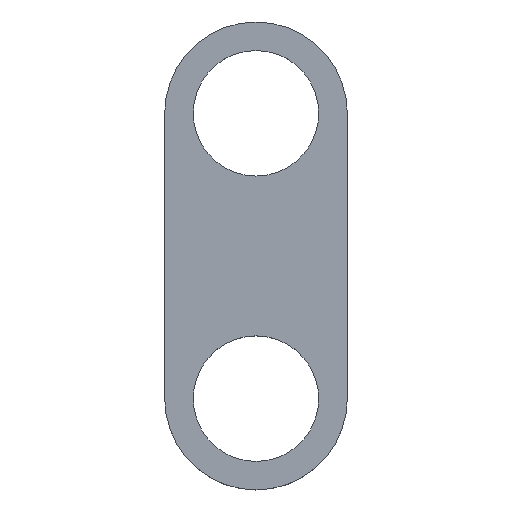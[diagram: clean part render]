
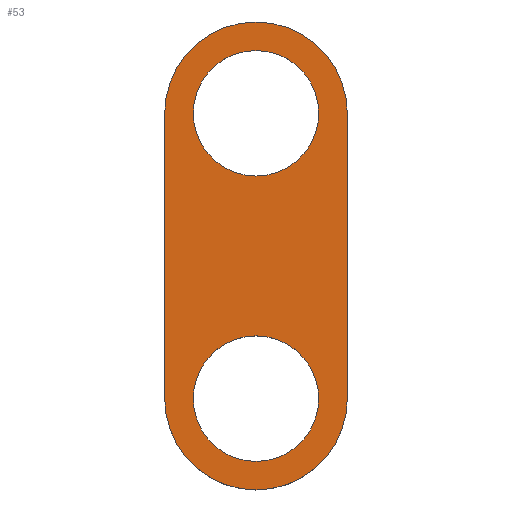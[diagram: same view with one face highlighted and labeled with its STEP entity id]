
A CAD part, top view. The second image highlights one B-rep face of the part: STEP entity #53.
In plain terms, the highlighted planar face has unit normal (0, 0, 1).
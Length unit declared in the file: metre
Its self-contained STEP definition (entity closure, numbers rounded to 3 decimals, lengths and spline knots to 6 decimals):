
#2 = DIRECTION ( 'NONE',  ( 0., 1., 0. ) ) ;
#4 = CARTESIAN_POINT ( 'NONE',  ( 0.011, -0.025, 0.007 ) ) ;
#5 = ORIENTED_EDGE ( 'NONE', *, *, #143, .F. ) ;
#6 = EDGE_CURVE ( 'NONE', #236, #146, #201, .T. ) ;
#7 = DIRECTION ( 'NONE',  ( 0., 0., 1. ) ) ;
#14 = CARTESIAN_POINT ( 'NONE',  ( 0., 0., 0.007 ) ) ;
#22 = CARTESIAN_POINT ( 'NONE',  ( 0.016, 0.025, 0.007 ) ) ;
#23 = AXIS2_PLACEMENT_3D ( 'NONE', #227, #248, #128 ) ;
#36 = ORIENTED_EDGE ( 'NONE', *, *, #6, .T. ) ;
#43 = VERTEX_POINT ( 'NONE', #181 ) ;
#46 = CARTESIAN_POINT ( 'NONE',  ( 0., -0.025, 0.007 ) ) ;
#49 = DIRECTION ( 'NONE',  ( 1., 0., 0. ) ) ;
#53 = ADVANCED_FACE ( 'NONE', ( #153, #148, #274 ), #178, .T. ) ;
#56 = EDGE_CURVE ( 'NONE', #70, #236, #250, .T. ) ;
#61 = EDGE_CURVE ( 'NONE', #322, #43, #129, .T. ) ;
#62 = CARTESIAN_POINT ( 'NONE',  ( 0., 0.025, 0.007 ) ) ;
#70 = VERTEX_POINT ( 'NONE', #279 ) ;
#75 = EDGE_CURVE ( 'NONE', #190, #267, #235, .T. ) ;
#79 = VECTOR ( 'NONE', #2, 1. ) ;
#82 = CARTESIAN_POINT ( 'NONE',  ( 0., -0.025, 0.007 ) ) ;
#87 = CARTESIAN_POINT ( 'NONE',  ( 0.016, 0., 0.007 ) ) ;
#100 = DIRECTION ( 'NONE',  ( 1., 0., 0. ) ) ;
#102 = CARTESIAN_POINT ( 'NONE',  ( -0.016, 0., 0.007 ) ) ;
#103 = VERTEX_POINT ( 'NONE', #22 ) ;
#115 = LINE ( 'NONE', #87, #79 ) ;
#118 = CARTESIAN_POINT ( 'NONE',  ( -0.016, -0.025, 0.007 ) ) ;
#128 = DIRECTION ( 'NONE',  ( 1., 0., 0. ) ) ;
#129 = CIRCLE ( 'NONE', #339, 0.011 ) ;
#130 = DIRECTION ( 'NONE',  ( 0., -1., 0. ) ) ;
#132 = DIRECTION ( 'NONE',  ( 1., 0., 0. ) ) ;
#133 = DIRECTION ( 'NONE',  ( 0., 0., 1. ) ) ;
#138 = CARTESIAN_POINT ( 'NONE',  ( -0.011, 0.025, 0.007 ) ) ;
#140 = EDGE_CURVE ( 'NONE', #43, #322, #221, .T. ) ;
#143 = EDGE_CURVE ( 'NONE', #267, #190, #304, .T. ) ;
#146 = VERTEX_POINT ( 'NONE', #280 ) ;
#148 = FACE_BOUND ( 'NONE', #298, .T. ) ;
#153 = FACE_OUTER_BOUND ( 'NONE', #324, .T. ) ;
#171 = AXIS2_PLACEMENT_3D ( 'NONE', #46, #133, #132 ) ;
#178 = PLANE ( 'NONE',  #241 ) ;
#181 = CARTESIAN_POINT ( 'NONE',  ( 0.011, 0.025, 0.007 ) ) ;
#183 = DIRECTION ( 'NONE',  ( 0., 0., 1. ) ) ;
#184 = DIRECTION ( 'NONE',  ( 0., 0., 1. ) ) ;
#186 = CARTESIAN_POINT ( 'NONE',  ( 0., 0.025, 0.007 ) ) ;
#187 = ORIENTED_EDGE ( 'NONE', *, *, #56, .T. ) ;
#190 = VERTEX_POINT ( 'NONE', #229 ) ;
#191 = AXIS2_PLACEMENT_3D ( 'NONE', #62, #7, #194 ) ;
#193 = ORIENTED_EDGE ( 'NONE', *, *, #335, .T. ) ;
#194 = DIRECTION ( 'NONE',  ( 1., 0., 0. ) ) ;
#197 = ORIENTED_EDGE ( 'NONE', *, *, #140, .F. ) ;
#198 = ORIENTED_EDGE ( 'NONE', *, *, #75, .F. ) ;
#201 = CIRCLE ( 'NONE', #23, 0.016 ) ;
#204 = CARTESIAN_POINT ( 'NONE',  ( 0., 0.025, 0.007 ) ) ;
#207 = AXIS2_PLACEMENT_3D ( 'NONE', #186, #183, #49 ) ;
#221 = CIRCLE ( 'NONE', #207, 0.011 ) ;
#225 = DIRECTION ( 'NONE',  ( 0., 0., 1. ) ) ;
#227 = CARTESIAN_POINT ( 'NONE',  ( 0., -0.025, 0.007 ) ) ;
#228 = DIRECTION ( 'NONE',  ( 0., 0., 1. ) ) ;
#229 = CARTESIAN_POINT ( 'NONE',  ( -0.011, -0.025, 0.007 ) ) ;
#235 = CIRCLE ( 'NONE', #171, 0.011 ) ;
#236 = VERTEX_POINT ( 'NONE', #118 ) ;
#241 = AXIS2_PLACEMENT_3D ( 'NONE', #14, #225, #100 ) ;
#248 = DIRECTION ( 'NONE',  ( 0., 0., 1. ) ) ;
#250 = LINE ( 'NONE', #102, #268 ) ;
#263 = CIRCLE ( 'NONE', #191, 0.016 ) ;
#267 = VERTEX_POINT ( 'NONE', #4 ) ;
#268 = VECTOR ( 'NONE', #130, 1. ) ;
#271 = ORIENTED_EDGE ( 'NONE', *, *, #337, .T. ) ;
#274 = FACE_BOUND ( 'NONE', #318, .T. ) ;
#279 = CARTESIAN_POINT ( 'NONE',  ( -0.016, 0.025, 0.007 ) ) ;
#280 = CARTESIAN_POINT ( 'NONE',  ( 0.016, -0.025, 0.007 ) ) ;
#283 = DIRECTION ( 'NONE',  ( 1., 0., 0. ) ) ;
#298 = EDGE_LOOP ( 'NONE', ( #302, #197 ) ) ;
#301 = DIRECTION ( 'NONE',  ( 1., 0., 0. ) ) ;
#302 = ORIENTED_EDGE ( 'NONE', *, *, #61, .F. ) ;
#304 = CIRCLE ( 'NONE', #316, 0.011 ) ;
#316 = AXIS2_PLACEMENT_3D ( 'NONE', #82, #184, #283 ) ;
#318 = EDGE_LOOP ( 'NONE', ( #198, #5 ) ) ;
#322 = VERTEX_POINT ( 'NONE', #138 ) ;
#324 = EDGE_LOOP ( 'NONE', ( #36, #193, #271, #187 ) ) ;
#335 = EDGE_CURVE ( 'NONE', #146, #103, #115, .T. ) ;
#337 = EDGE_CURVE ( 'NONE', #103, #70, #263, .T. ) ;
#339 = AXIS2_PLACEMENT_3D ( 'NONE', #204, #228, #301 ) ;
